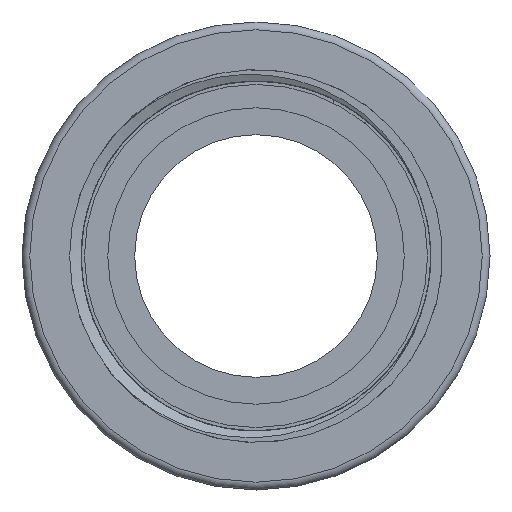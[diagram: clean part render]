
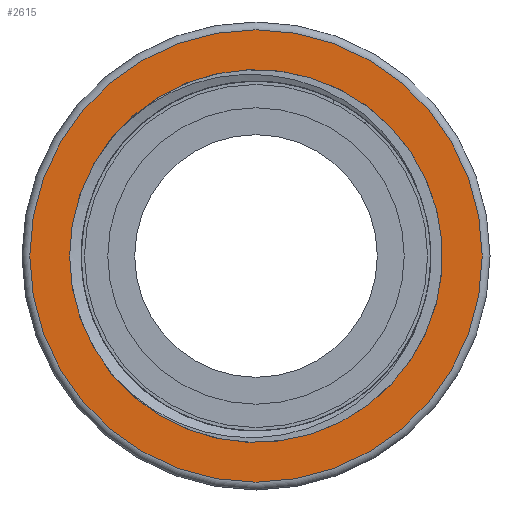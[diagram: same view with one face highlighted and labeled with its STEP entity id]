
A CAD part, front view. The second image highlights one B-rep face of the part: STEP entity #2615.
In plain terms, the highlighted planar face has unit normal (0, -1, 0).
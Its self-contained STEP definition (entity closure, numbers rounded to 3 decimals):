
#2373=PLANE('',#8357);
#2615=ADVANCED_FACE('',(#3177,#3178),#2373,.T.);
#3177=FACE_BOUND('',#3307,.T.);
#3178=FACE_BOUND('',#3308,.T.);
#3307=EDGE_LOOP('',(#4189));
#3308=EDGE_LOOP('',(#4190));
#4189=ORIENTED_EDGE('',*,*,#7210,.T.);
#4190=ORIENTED_EDGE('',*,*,#7209,.T.);
#6410=VERTEX_POINT('',#14695);
#6411=VERTEX_POINT('',#15210);
#7209=EDGE_CURVE('',#6410,#6410,#8092,.T.);
#7210=EDGE_CURVE('',#6411,#6411,#8093,.T.);
#8092=CIRCLE('',#8354,23.902);
#8093=CIRCLE('',#8356,29.);
#8354=AXIS2_PLACEMENT_3D('',#14694,#9205,#9206);
#8356=AXIS2_PLACEMENT_3D('',#15209,#9209,#9210);
#8357=AXIS2_PLACEMENT_3D('',#15211,#9211,#9212);
#9205=DIRECTION('',(0.,1.,0.));
#9206=DIRECTION('',(-1.,0.,0.));
#9209=DIRECTION('',(0.,-1.,0.));
#9210=DIRECTION('',(-1.,0.,0.));
#9211=DIRECTION('',(0.,-1.,0.));
#9212=DIRECTION('',(-1.,0.,0.));
#14694=CARTESIAN_POINT('',(-162.044,-43.88,295.397));
#14695=CARTESIAN_POINT('',(-185.945,-43.88,295.397));
#15209=CARTESIAN_POINT('',(-162.044,-43.88,295.397));
#15210=CARTESIAN_POINT('',(-191.044,-43.88,295.397));
#15211=CARTESIAN_POINT('',(-162.044,-43.88,295.397));
